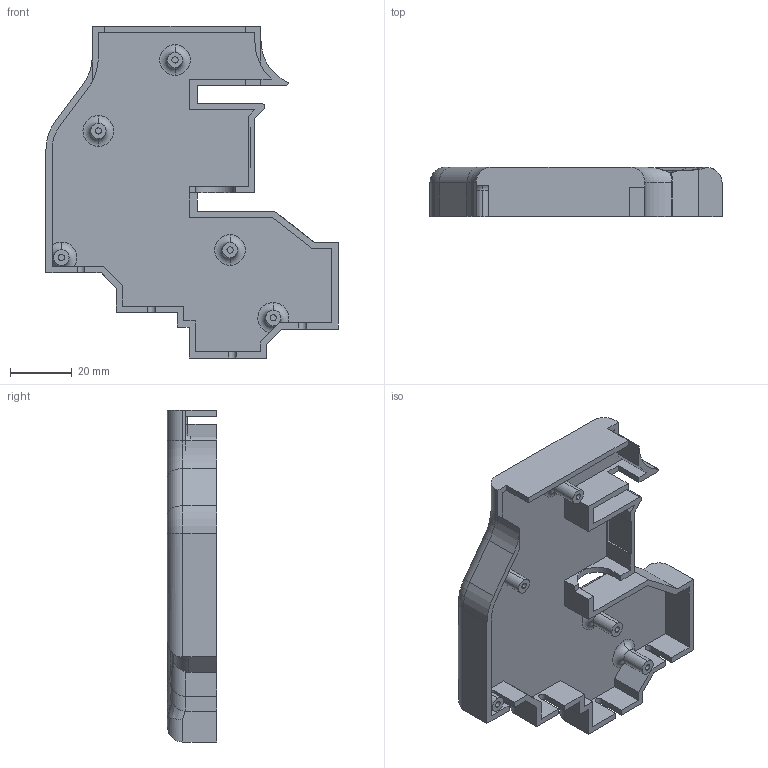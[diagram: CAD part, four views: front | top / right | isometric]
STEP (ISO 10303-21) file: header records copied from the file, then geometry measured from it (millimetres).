
FILE_DESCRIPTION (( 'STEP AP214' ), '1' );
FILE_NAME ('tapa_palma_interior.STEP', '2020-10-22T04:45:43', ( '' ), ( '' ), 'SwSTEP 2.0', 'SolidWorks 2020', '' );
FILE_SCHEMA (( 'AUTOMOTIVE_DESIGN' ));
Length unit declared in the file: millimetre
Products named in the file (1): tapa_palma_interior
Bounding box: 94.66 x 16 x 107.58 mm (x, y, z)
Volume: 34385.4 mm3; surface area: 25637.2 mm2
Topology: 1 solids, 1 shells, 213 faces, 569 edges, 366 vertices
Faces by surface type: plane 108, cylinder 59, torus 35, bspline 11
Entity records: 7238 total; most frequent: CARTESIAN_POINT 1952, ORIENTED_EDGE 1138, DIRECTION 1071, EDGE_CURVE 569, AXIS2_PLACEMENT_3D 376, VERTEX_POINT 366, LINE 319, VECTOR 319
